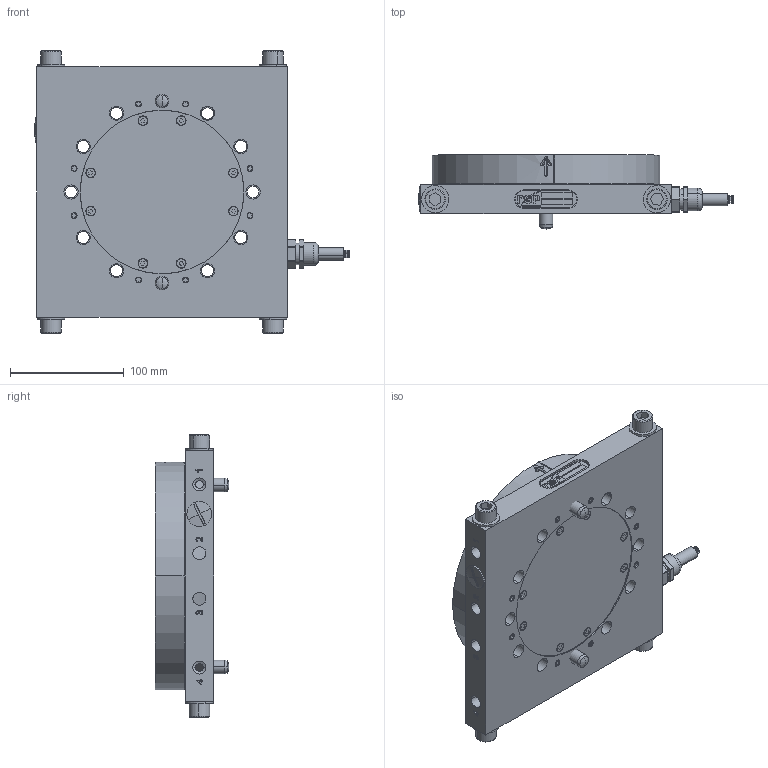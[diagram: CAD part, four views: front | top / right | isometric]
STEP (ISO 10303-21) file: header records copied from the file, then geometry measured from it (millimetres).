
FILE_DESCRIPTION (( 'STEP AP203' ), '1' );
FILE_NAME ('P0604.STEP', '2018-11-28T14:13:06', ( '' ), ( '' ), 'SwSTEP 2.0', 'SolidWorks 2017', '' );
FILE_SCHEMA (( 'CONFIG_CONTROL_DESIGN' ));
Length unit declared in the file: millimetre
Products named in the file (1): P0604
Bounding box: 276.66 x 65 x 248 mm (x, y, z)
Volume: 2063274.1 mm3; surface area: 341476.2 mm2
Topology: 67 solids, 67 shells, 1556 faces, 3524 edges, 2286 vertices
Faces by surface type: plane 683, cylinder 496, bspline 164, cone 141, torus 66, sphere 6
Entity records: 52573 total; most frequent: CARTESIAN_POINT 17416, DIRECTION 7204, ORIENTED_EDGE 7040, EDGE_CURVE 3520, AXIS2_PLACEMENT_3D 2650, VERTEX_POINT 2286, LINE 1904, VECTOR 1904
